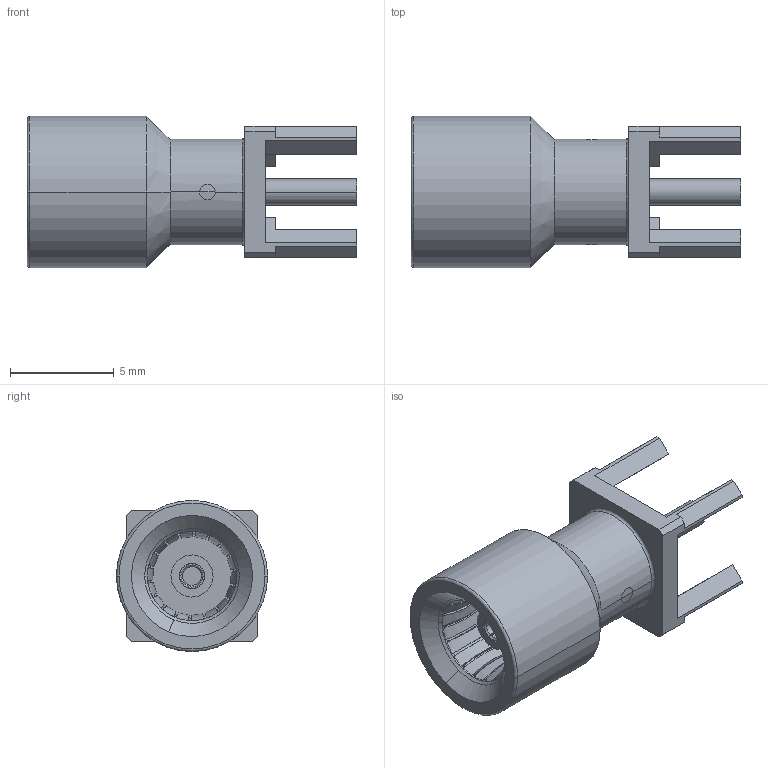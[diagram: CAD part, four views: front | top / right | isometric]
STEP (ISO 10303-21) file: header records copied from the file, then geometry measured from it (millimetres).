
FILE_DESCRIPTION (( 'STEP AP214' ), '1' );
FILE_NAME ('FMCN1222_3D.step', '2024-06-11T14:47:42', ( '' ), ( '' ), 'SwSTEP 2.0', 'SolidWorks 2022', '' );
FILE_SCHEMA (( 'AUTOMOTIVE_DESIGN' ));
Length unit declared in the file: inch
Products named in the file (1): FMCN1222_3D
Bounding box: 15.93 x 7.3 x 7.3 mm (x, y, z)
Volume: 345.7 mm3; surface area: 630.1 mm2
Topology: 1 solids, 1 shells, 209 faces, 689 edges, 455 vertices
Faces by surface type: plane 127, cylinder 63, cone 11, bspline 4, torus 4
Entity records: 8186 total; most frequent: CARTESIAN_POINT 2466, ORIENTED_EDGE 1378, DIRECTION 990, EDGE_CURVE 689, VERTEX_POINT 455, AXIS2_PLACEMENT_3D 343, VECTOR 304, LINE 304
